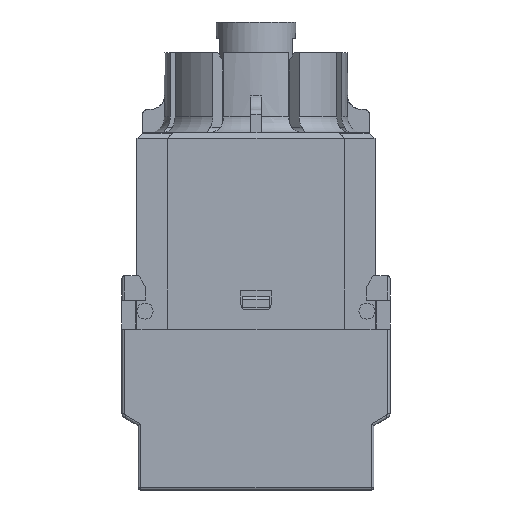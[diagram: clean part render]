
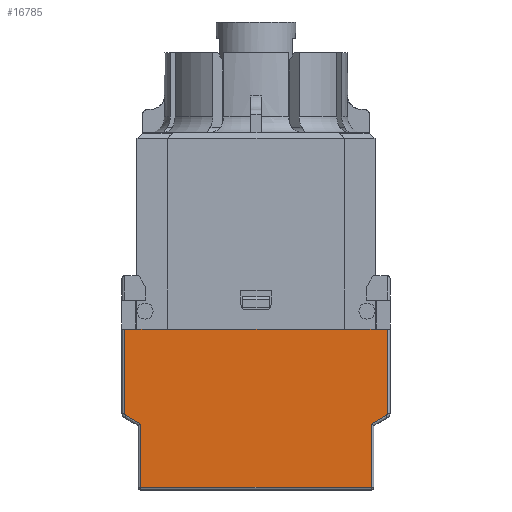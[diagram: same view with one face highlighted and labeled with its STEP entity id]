
A CAD part, left-side view. The second image highlights one B-rep face of the part: STEP entity #16785.
In plain terms, the highlighted planar face has unit normal (-1, 0, 0).
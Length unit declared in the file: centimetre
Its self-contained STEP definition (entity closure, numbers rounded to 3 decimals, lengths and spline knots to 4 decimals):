
#459=CIRCLE('',#17843,0.025);
#471=CIRCLE('',#17871,0.025);
#1288=FACE_OUTER_BOUND('',#2290,.T.);
#2290=EDGE_LOOP('',(#12409,#12410,#12411,#12412,#12413,#12414,#12415,#12416,
#12417,#12418,#12419,#12420));
#3460=LINE('',#25553,#5329);
#3471=LINE('',#25580,#5340);
#3745=LINE('',#26310,#5614);
#3747=LINE('',#26327,#5616);
#3748=LINE('',#26341,#5617);
#3749=LINE('',#26343,#5618);
#3753=LINE('',#26353,#5622);
#3759=LINE('',#26380,#5628);
#3760=LINE('',#26394,#5629);
#3761=LINE('',#26396,#5630);
#5329=VECTOR('',#19641,0.4);
#5340=VECTOR('',#19658,0.4);
#5614=VECTOR('',#20364,0.7845);
#5616=VECTOR('',#20374,0.1588);
#5617=VECTOR('',#20397,0.5894);
#5618=VECTOR('',#20400,2.15);
#5622=VECTOR('',#20412,0.5894);
#5628=VECTOR('',#20436,0.1588);
#5629=VECTOR('',#20443,0.7845);
#5630=VECTOR('',#20446,1.65);
#7150=VERTEX_POINT('',#25549);
#7152=VERTEX_POINT('',#25552);
#7164=VERTEX_POINT('',#25577);
#7165=VERTEX_POINT('',#25579);
#7395=VERTEX_POINT('',#26302);
#7396=VERTEX_POINT('',#26309);
#7397=VERTEX_POINT('',#26322);
#7398=VERTEX_POINT('',#26326);
#7400=VERTEX_POINT('',#26335);
#7402=VERTEX_POINT('',#26352);
#7405=VERTEX_POINT('',#26378);
#7406=VERTEX_POINT('',#26390);
#8893=EDGE_CURVE('',#7152,#7150,#3460,.T.);
#8906=EDGE_CURVE('',#7165,#7164,#3471,.T.);
#9259=EDGE_CURVE('',#7152,#7396,#3745,.T.);
#9263=EDGE_CURVE('',#7396,#7397,#459,.T.);
#9264=EDGE_CURVE('',#7397,#7398,#3747,.T.);
#9272=EDGE_CURVE('',#7398,#7400,#3748,.T.);
#9273=EDGE_CURVE('',#7400,#7395,#3749,.T.);
#9278=EDGE_CURVE('',#7395,#7402,#3753,.T.);
#9289=EDGE_CURVE('',#7402,#7405,#3759,.T.);
#9291=EDGE_CURVE('',#7405,#7406,#471,.T.);
#9292=EDGE_CURVE('',#7406,#7164,#3760,.T.);
#9293=EDGE_CURVE('',#7165,#7150,#3761,.T.);
#12409=ORIENTED_EDGE('',*,*,#9292,.F.);
#12410=ORIENTED_EDGE('',*,*,#9291,.F.);
#12411=ORIENTED_EDGE('',*,*,#9289,.F.);
#12412=ORIENTED_EDGE('',*,*,#9278,.F.);
#12413=ORIENTED_EDGE('',*,*,#9273,.F.);
#12414=ORIENTED_EDGE('',*,*,#9272,.F.);
#12415=ORIENTED_EDGE('',*,*,#9264,.F.);
#12416=ORIENTED_EDGE('',*,*,#9263,.F.);
#12417=ORIENTED_EDGE('',*,*,#9259,.F.);
#12418=ORIENTED_EDGE('',*,*,#8893,.T.);
#12419=ORIENTED_EDGE('',*,*,#9293,.F.);
#12420=ORIENTED_EDGE('',*,*,#8906,.T.);
#16010=PLANE('',#17873);
#16785=ADVANCED_FACE('',(#1288),#16010,.T.);
#17843=AXIS2_PLACEMENT_3D('',#26324,#20370,#20371);
#17871=AXIS2_PLACEMENT_3D('',#26392,#20439,#20440);
#17873=AXIS2_PLACEMENT_3D('',#26395,#20444,#20445);
#19641=DIRECTION('',(0.,1.,0.));
#19658=DIRECTION('',(0.,1.,0.));
#20364=DIRECTION('',(0.,0.,-1.));
#20370=DIRECTION('center_axis',(1.,0.,0.));
#20371=DIRECTION('ref_axis',(0.,-0.866,-0.5));
#20374=DIRECTION('',(0.,0.866,-0.5));
#20397=DIRECTION('',(0.,0.,-1.));
#20400=DIRECTION('',(0.,1.,0.));
#20412=DIRECTION('',(0.,0.,1.));
#20436=DIRECTION('',(0.,0.866,0.5));
#20439=DIRECTION('center_axis',(1.,0.,0.));
#20440=DIRECTION('ref_axis',(0.,0.866,-0.5));
#20443=DIRECTION('',(0.,0.,1.));
#20444=DIRECTION('center_axis',(-1.,0.,0.));
#20445=DIRECTION('ref_axis',(0.,0.,-1.));
#20446=DIRECTION('',(0.,-1.,0.));
#25549=CARTESIAN_POINT('',(-5.5306,-0.6333,-0.5463));
#25552=CARTESIAN_POINT('',(-5.5306,-1.0333,-0.5463));
#25553=CARTESIAN_POINT('',(-5.5306,-0.4333,-0.5463));
#25577=CARTESIAN_POINT('',(-5.5306,1.4167,-0.5463));
#25579=CARTESIAN_POINT('',(-5.5306,1.0167,-0.5463));
#25580=CARTESIAN_POINT('',(-5.5306,-0.4333,-0.5463));
#26302=CARTESIAN_POINT('',(-5.5306,1.2667,-2.0213));
#26309=CARTESIAN_POINT('',(-5.5306,-1.0333,-1.3308));
#26310=CARTESIAN_POINT('',(-5.5306,-1.0333,-1.1845));
#26322=CARTESIAN_POINT('',(-5.5306,-1.0208,-1.3525));
#26324=CARTESIAN_POINT('Origin',(-5.5306,-1.0083,-1.3308));
#26326=CARTESIAN_POINT('',(-5.5306,-0.8833,-1.4318));
#26327=CARTESIAN_POINT('',(-5.5306,-0.5716,-1.6118));
#26335=CARTESIAN_POINT('',(-5.5306,-0.8833,-2.0213));
#26341=CARTESIAN_POINT('',(-5.5306,-0.8833,-1.5423));
#26343=CARTESIAN_POINT('',(-5.5306,0.7417,-2.0213));
#26352=CARTESIAN_POINT('',(-5.5306,1.2667,-1.4318));
#26353=CARTESIAN_POINT('',(-5.5306,1.2667,-1.2423));
#26378=CARTESIAN_POINT('',(-5.5306,1.4042,-1.3525));
#26380=CARTESIAN_POINT('',(-5.5306,1.0176,-1.5757));
#26390=CARTESIAN_POINT('',(-5.5306,1.4167,-1.3308));
#26392=CARTESIAN_POINT('Origin',(-5.5306,1.3917,-1.3308));
#26394=CARTESIAN_POINT('',(-5.5306,1.4167,-0.5423));
#26395=CARTESIAN_POINT('Origin',(-5.5306,0.1917,-1.0383));
#26396=CARTESIAN_POINT('',(-5.5306,0.1917,-0.5463));
